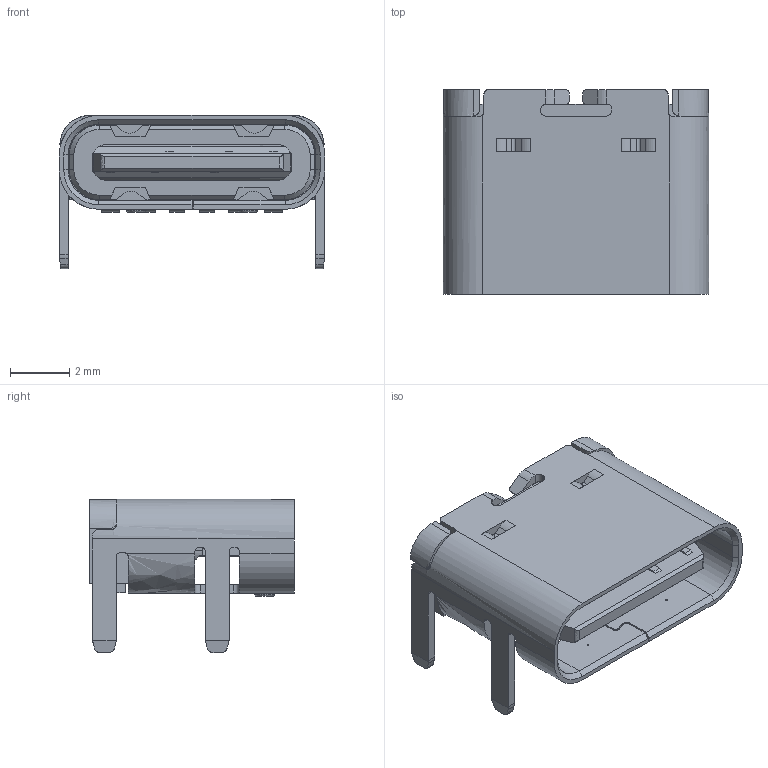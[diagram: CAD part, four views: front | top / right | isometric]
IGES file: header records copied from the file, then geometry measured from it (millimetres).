
Start section:  PTC IGES file: 2.igs
Global section: file name: 2.igs; native system: Creo Parametric by PTC Inc.; preprocessor: 2016510; author: Administrator; organization: Unknown; date: 20170810.223016; units: millimetre
Bounding box: 8.94 x 6.9 x 5.16 mm (x, y, z)
Volume: 95.4 mm3; surface area: 444.3 mm2
Topology: 1 solids, 1 shells, 514 faces, 1489 edges, 968 vertices
Faces by surface type: bspline 342, revolution 172
